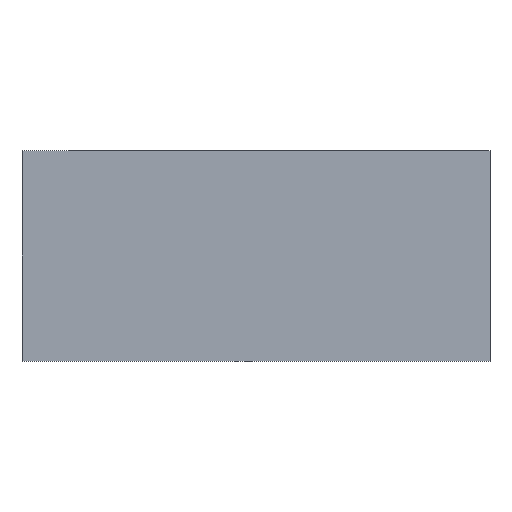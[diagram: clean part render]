
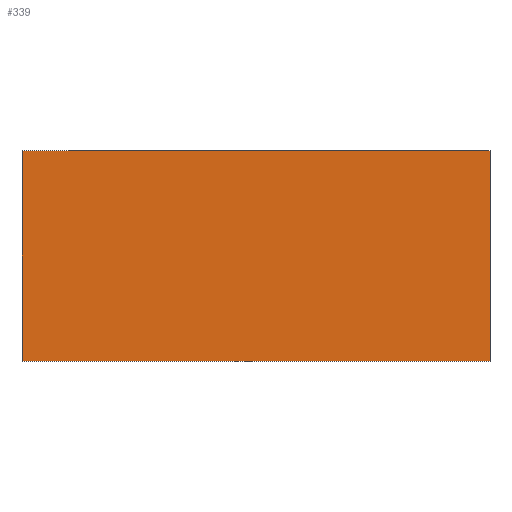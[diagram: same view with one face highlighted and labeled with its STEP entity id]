
A CAD part, front view. The second image highlights one B-rep face of the part: STEP entity #339.
In plain terms, the highlighted planar face has unit normal (0, -1, 0).
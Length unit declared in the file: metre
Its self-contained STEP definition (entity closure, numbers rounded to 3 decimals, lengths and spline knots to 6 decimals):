
#16=ORIENTED_EDGE('',*,*,#112,.T.);
#17=ORIENTED_EDGE('',*,*,#113,.T.);
#18=ORIENTED_EDGE('',*,*,#114,.F.);
#19=ORIENTED_EDGE('',*,*,#115,.F.);
#112=EDGE_CURVE('',#160,#161,#192,.T.);
#113=EDGE_CURVE('',#161,#162,#193,.T.);
#114=EDGE_CURVE('',#163,#162,#194,.T.);
#115=EDGE_CURVE('',#160,#163,#195,.T.);
#160=VERTEX_POINT('',#485);
#161=VERTEX_POINT('',#486);
#162=VERTEX_POINT('',#488);
#163=VERTEX_POINT('',#490);
#192=LINE('',#484,#240);
#193=LINE('',#487,#241);
#194=LINE('',#489,#242);
#195=LINE('',#491,#243);
#240=VECTOR('',#397,1.);
#241=VECTOR('',#398,1.);
#242=VECTOR('',#399,1.);
#243=VECTOR('',#400,1.);
#285=EDGE_LOOP('',(#16,#17,#18,#19));
#303=FACE_BOUND('',#285,.T.);
#321=PLANE('',#370);
#339=ADVANCED_FACE('',(#303),#321,.F.);
#370=AXIS2_PLACEMENT_3D('',#483,#395,#396);
#395=DIRECTION('',(0.,1.,0.));
#396=DIRECTION('',(0.,0.,1.));
#397=DIRECTION('',(-1.,0.,0.));
#398=DIRECTION('',(0.,0.,-1.));
#399=DIRECTION('',(-1.,0.,0.));
#400=DIRECTION('',(0.,0.,-1.));
#483=CARTESIAN_POINT('',(0.009,-0.0235,-0.0015));
#484=CARTESIAN_POINT('',(0.009,-0.0235,0.003));
#485=CARTESIAN_POINT('',(0.009,-0.0235,0.003));
#486=CARTESIAN_POINT('',(-0.011,-0.0235,0.003));
#487=CARTESIAN_POINT('',(-0.011,-0.0235,-0.0015));
#488=CARTESIAN_POINT('',(-0.011,-0.0235,-0.006));
#489=CARTESIAN_POINT('',(0.009,-0.0235,-0.006));
#490=CARTESIAN_POINT('',(0.009,-0.0235,-0.006));
#491=CARTESIAN_POINT('',(0.009,-0.0235,-0.0015));
